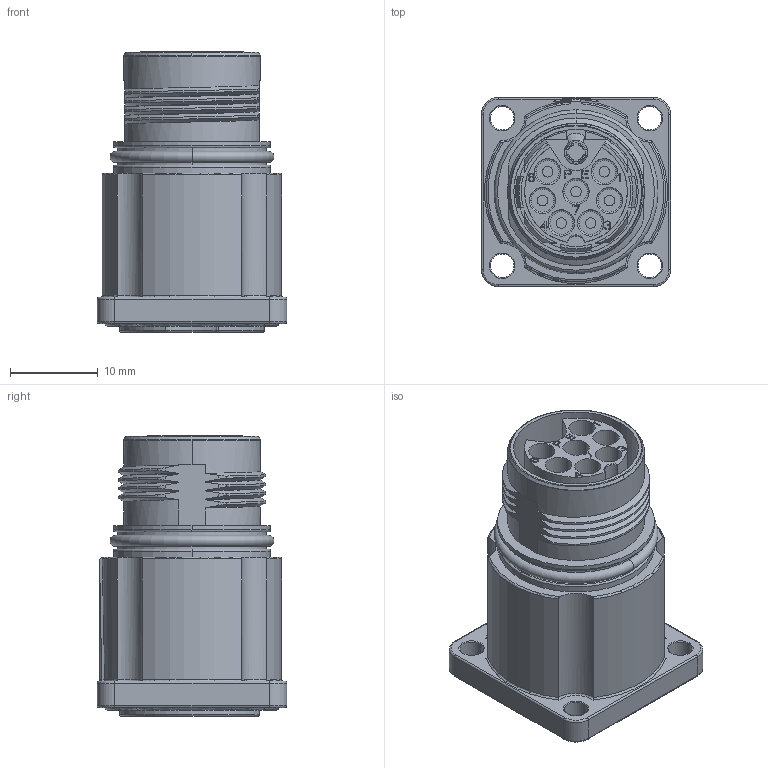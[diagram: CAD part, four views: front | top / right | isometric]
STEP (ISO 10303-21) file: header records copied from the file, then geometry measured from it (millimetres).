
FILE_DESCRIPTION((''),'2;1');
FILE_NAME('ST-7EP1N8AW400S_SW0001','2015-04-02T',('feitelbuss'),(''),'PRO/ENGINEER BY PARAMETRIC TECHNOLOGY CORPORATION, 2014200','PRO/ENGINEER BY PARAMETRIC TECHNOLOGY CORPORATION, 2014200','');
FILE_SCHEMA(('AUTOMOTIVE_DESIGN { 1 0 10303 214 1 1 1 1 }'));
Length unit declared in the file: millimetre
Products named in the file (1): ST-7EP1N8AW400S_SW0001
Bounding box: 21.6 x 21.6 x 32 mm (x, y, z)
Volume: 7827 mm3; surface area: 4897.8 mm2
Topology: 1 solids, 1 shells, 632 faces, 1686 edges, 1089 vertices
Faces by surface type: plane 314, cylinder 126, torus 87, bspline 74, revolution 12, cone 11, extrusion 4, sphere 4
Entity records: 24223 total; most frequent: CARTESIAN_POINT 8644, ORIENTED_EDGE 3372, DIRECTION 2998, EDGE_CURVE 1686, VERTEX_POINT 1089, AXIS2_PLACEMENT_3D 1016, VECTOR 954, LINE 950
